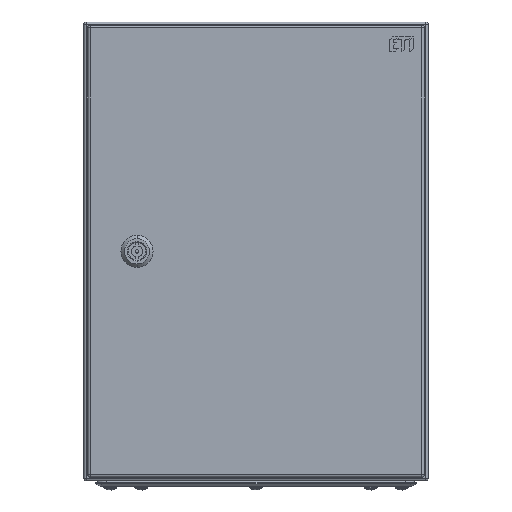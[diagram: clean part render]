
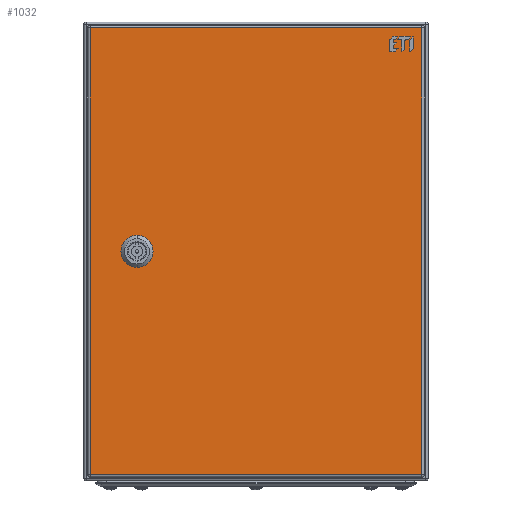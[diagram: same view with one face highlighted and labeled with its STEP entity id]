
A CAD part, front view. The second image highlights one B-rep face of the part: STEP entity #1032.
In plain terms, the highlighted face is planar.
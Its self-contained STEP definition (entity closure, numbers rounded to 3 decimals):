
#245=DIRECTION('',(-1.,0.,0.));
#246=VECTOR('',#245,389.6);
#247=CARTESIAN_POINT('',(194.8,-144.5,0.));
#248=LINE('',#247,#246);
#276=DIRECTION('',(0.,-1.,0.));
#277=VECTOR('',#276,289.);
#278=CARTESIAN_POINT('',(194.8,144.5,0.));
#279=LINE('',#278,#277);
#290=CARTESIAN_POINT('',(0.,-103.7,0.));
#291=DIRECTION('',(0.,0.,-1.));
#292=DIRECTION('',(-0.449,-0.893,0.));
#293=AXIS2_PLACEMENT_3D('',#290,#291,#292);
#298=CARTESIAN_POINT('',(0.,-103.7,0.));
#299=DIRECTION('',(0.,0.,-1.));
#300=DIRECTION('',(-0.893,0.449,0.));
#301=AXIS2_PLACEMENT_3D('',#298,#299,#300);
#306=CARTESIAN_POINT('',(0.,-103.7,0.));
#307=DIRECTION('',(0.,0.,-1.));
#308=DIRECTION('',(0.449,0.893,0.));
#309=AXIS2_PLACEMENT_3D('',#306,#307,#308);
#314=CARTESIAN_POINT('',(0.,-103.7,0.));
#315=DIRECTION('',(0.,0.,-1.));
#316=DIRECTION('',(0.893,-0.449,0.));
#317=AXIS2_PLACEMENT_3D('',#314,#315,#316);
#329=DIRECTION('',(0.,1.,0.));
#330=VECTOR('',#329,289.);
#331=CARTESIAN_POINT('',(-194.8,-144.5,0.));
#332=LINE('',#331,#330);
#384=DIRECTION('',(1.,0.,0.));
#385=VECTOR('',#384,389.6);
#386=CARTESIAN_POINT('',(-194.8,144.5,0.));
#387=LINE('',#386,#385);
#422=DIRECTION('',(1.,0.,0.));
#423=VECTOR('',#422,10.111);
#424=CARTESIAN_POINT('',(-5.056,-113.75,0.));
#425=LINE('',#424,#423);
#559=DIRECTION('',(0.,1.,0.));
#560=VECTOR('',#559,10.111);
#561=CARTESIAN_POINT('',(10.05,-108.756,0.));
#562=LINE('',#561,#560);
#580=DIRECTION('',(-1.,0.,0.));
#581=VECTOR('',#580,10.111);
#582=CARTESIAN_POINT('',(5.056,-93.65,0.));
#583=LINE('',#582,#581);
#601=DIRECTION('',(0.,-1.,0.));
#602=VECTOR('',#601,10.111);
#603=CARTESIAN_POINT('',(-10.05,-98.644,0.));
#604=LINE('',#603,#602);
#713=CARTESIAN_POINT('',(194.8,-144.5,0.));
#714=VERTEX_POINT('',#713);
#715=CARTESIAN_POINT('',(-194.8,-144.5,0.));
#716=VERTEX_POINT('',#715);
#717=CARTESIAN_POINT('',(194.8,144.5,0.));
#718=VERTEX_POINT('',#717);
#719=CARTESIAN_POINT('',(-194.8,144.5,0.));
#720=VERTEX_POINT('',#719);
#721=CARTESIAN_POINT('',(-5.056,-113.75,0.));
#722=CARTESIAN_POINT('',(5.056,-113.75,0.));
#723=VERTEX_POINT('',#721);
#724=VERTEX_POINT('',#722);
#725=CARTESIAN_POINT('',(-10.05,-108.756,0.));
#726=VERTEX_POINT('',#725);
#727=CARTESIAN_POINT('',(-10.05,-98.644,0.));
#728=VERTEX_POINT('',#727);
#729=CARTESIAN_POINT('',(-5.056,-93.65,0.));
#730=VERTEX_POINT('',#729);
#731=CARTESIAN_POINT('',(5.056,-93.65,0.));
#732=VERTEX_POINT('',#731);
#733=CARTESIAN_POINT('',(10.05,-98.644,0.));
#734=VERTEX_POINT('',#733);
#735=CARTESIAN_POINT('',(10.05,-108.756,0.));
#736=VERTEX_POINT('',#735);
#1001=CARTESIAN_POINT('',(0.,0.,0.));
#1002=DIRECTION('',(0.,0.,-1.));
#1003=DIRECTION('',(-1.,0.,0.));
#1004=AXIS2_PLACEMENT_3D('',#1001,#1002,#1003);
#1005=PLANE('',#1004);
#1007=ORIENTED_EDGE('',*,*,#1006,.F.);
#1008=ORIENTED_EDGE('',*,*,#968,.F.);
#1009=ORIENTED_EDGE('',*,*,#992,.F.);
#1011=ORIENTED_EDGE('',*,*,#1010,.F.);
#1012=EDGE_LOOP('',(#1007,#1008,#1009,#1011));
#1013=FACE_OUTER_BOUND('',#1012,.F.);
#1015=ORIENTED_EDGE('',*,*,#1014,.F.);
#1017=ORIENTED_EDGE('',*,*,#1016,.T.);
#1019=ORIENTED_EDGE('',*,*,#1018,.F.);
#1021=ORIENTED_EDGE('',*,*,#1020,.T.);
#1023=ORIENTED_EDGE('',*,*,#1022,.F.);
#1025=ORIENTED_EDGE('',*,*,#1024,.T.);
#1027=ORIENTED_EDGE('',*,*,#1026,.F.);
#1029=ORIENTED_EDGE('',*,*,#1028,.T.);
#1030=EDGE_LOOP('',(#1015,#1017,#1019,#1021,#1023,#1025,#1027,#1029));
#1031=FACE_BOUND('',#1030,.F.);
#294=CIRCLE('',#293,11.25);
#302=CIRCLE('',#301,11.25);
#310=CIRCLE('',#309,11.25);
#318=CIRCLE('',#317,11.25);
#968=EDGE_CURVE('',#714,#716,#248,.T.);
#992=EDGE_CURVE('',#718,#714,#279,.T.);
#1006=EDGE_CURVE('',#716,#720,#332,.T.);
#1010=EDGE_CURVE('',#720,#718,#387,.T.);
#1014=EDGE_CURVE('',#723,#724,#425,.T.);
#1016=EDGE_CURVE('',#723,#726,#294,.T.);
#1018=EDGE_CURVE('',#728,#726,#604,.T.);
#1020=EDGE_CURVE('',#728,#730,#302,.T.);
#1022=EDGE_CURVE('',#732,#730,#583,.T.);
#1024=EDGE_CURVE('',#732,#734,#310,.T.);
#1026=EDGE_CURVE('',#736,#734,#562,.T.);
#1028=EDGE_CURVE('',#736,#724,#318,.T.);
#1032=ADVANCED_FACE('',(#1013,#1031),#1005,.T.);
